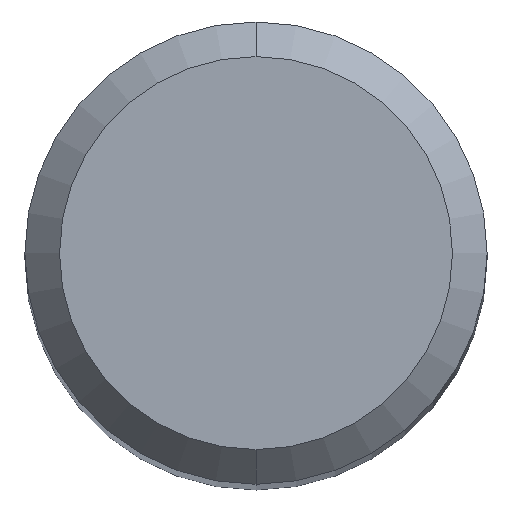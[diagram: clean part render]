
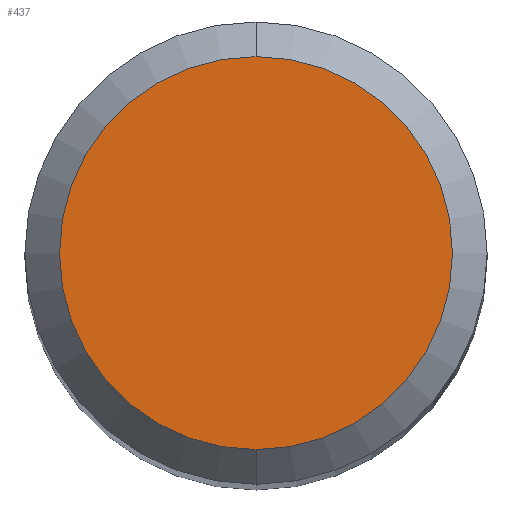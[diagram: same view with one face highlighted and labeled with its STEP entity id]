
A CAD part, top view. The second image highlights one B-rep face of the part: STEP entity #437.
In plain terms, the highlighted planar face has unit normal (0, 0, 1).
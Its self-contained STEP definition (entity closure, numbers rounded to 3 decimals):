
#199=EDGE_CURVE('',#253,#233,#491,.T.);
#233=VERTEX_POINT('',#526);
#253=VERTEX_POINT('',#547);
#431=EDGE_CURVE('',#233,#253,#748,.T.);
#437=ADVANCED_FACE('',(#755),#756,.T.);
#491=CIRCLE('',#871,1.7);
#526=CARTESIAN_POINT('',(0.0,1.7,27.48));
#547=CARTESIAN_POINT('',(0.,-1.7,27.48));
#748=CIRCLE('',#1412,1.7);
#755=FACE_OUTER_BOUND('',#1419,.T.);
#756=PLANE('',#1420);
#871=AXIS2_PLACEMENT_3D('',#1444,#1445,#1446);
#1412=AXIS2_PLACEMENT_3D('',#1734,#1735,#1736);
#1419=EDGE_LOOP('',(#1753,#1754));
#1420=AXIS2_PLACEMENT_3D('',#1755,#1756,#1757);
#1444=CARTESIAN_POINT('',(0.0,0.0,27.48));
#1445=DIRECTION('',(0.0,0.0,-1.0));
#1446=DIRECTION('',(0.0,1.0,0.0));
#1734=CARTESIAN_POINT('',(0.0,0.0,27.48));
#1735=DIRECTION('',(0.0,0.0,-1.0));
#1736=DIRECTION('',(0.0,1.0,0.0));
#1753=ORIENTED_EDGE('',*,*,#431,.F.);
#1754=ORIENTED_EDGE('',*,*,#199,.F.);
#1755=CARTESIAN_POINT('',(0.0,0.85,27.48));
#1756=DIRECTION('',(-0.0,0.0,1.0));
#1757=DIRECTION('',(0.0,-1.0,0.0));
